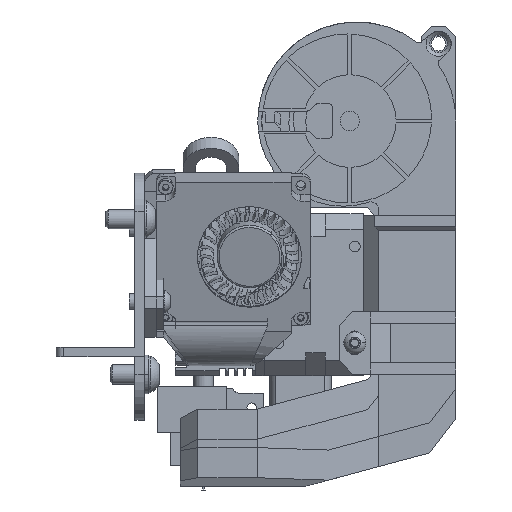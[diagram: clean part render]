
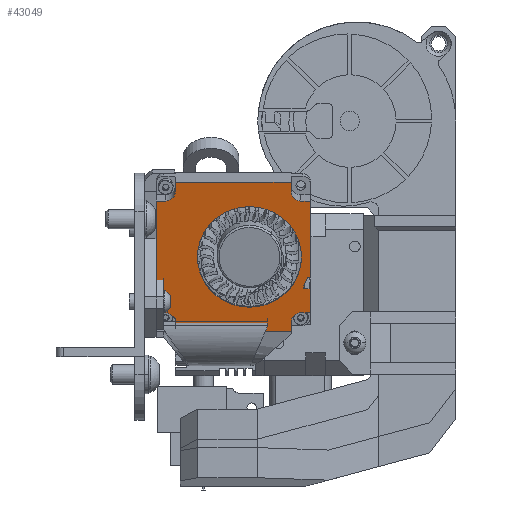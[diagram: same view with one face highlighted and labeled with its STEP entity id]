
A CAD part, left-side view. The second image highlights one B-rep face of the part: STEP entity #43049.
In plain terms, the highlighted face is planar.
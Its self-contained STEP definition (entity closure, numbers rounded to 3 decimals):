
#1852=CIRCLE('',#47450,13.5);
#1853=CIRCLE('',#47452,13.5);
#1854=CIRCLE('',#47453,2.5);
#1855=CIRCLE('',#47454,0.35);
#1856=CIRCLE('',#47455,0.3);
#1857=CIRCLE('',#47456,0.3);
#1858=CIRCLE('',#47457,0.35);
#1859=CIRCLE('',#47458,2.5);
#1860=CIRCLE('',#47459,2.5);
#1861=CIRCLE('',#47460,2.5);
#7798=ORIENTED_EDGE('',*,*,#19262,.F.);
#7799=ORIENTED_EDGE('',*,*,#19263,.F.);
#7800=ORIENTED_EDGE('',*,*,#19264,.T.);
#7801=ORIENTED_EDGE('',*,*,#19265,.T.);
#7802=ORIENTED_EDGE('',*,*,#19266,.F.);
#7803=ORIENTED_EDGE('',*,*,#19267,.F.);
#7804=ORIENTED_EDGE('',*,*,#19268,.T.);
#7805=ORIENTED_EDGE('',*,*,#19269,.T.);
#7806=ORIENTED_EDGE('',*,*,#19270,.T.);
#7807=ORIENTED_EDGE('',*,*,#19271,.T.);
#7808=ORIENTED_EDGE('',*,*,#19272,.T.);
#7809=ORIENTED_EDGE('',*,*,#19273,.T.);
#7810=ORIENTED_EDGE('',*,*,#19274,.T.);
#7811=ORIENTED_EDGE('',*,*,#19275,.T.);
#7812=ORIENTED_EDGE('',*,*,#19276,.T.);
#7813=ORIENTED_EDGE('',*,*,#19277,.T.);
#7814=ORIENTED_EDGE('',*,*,#19278,.T.);
#7815=ORIENTED_EDGE('',*,*,#19279,.F.);
#7816=ORIENTED_EDGE('',*,*,#19280,.F.);
#7817=ORIENTED_EDGE('',*,*,#19281,.T.);
#7818=ORIENTED_EDGE('',*,*,#19282,.F.);
#7819=ORIENTED_EDGE('',*,*,#19283,.F.);
#7820=ORIENTED_EDGE('',*,*,#19284,.F.);
#7821=ORIENTED_EDGE('',*,*,#19285,.T.);
#7822=ORIENTED_EDGE('',*,*,#19286,.T.);
#7823=ORIENTED_EDGE('',*,*,#19287,.F.);
#19262=EDGE_CURVE('',#25224,#25223,#1852,.T.);
#19263=EDGE_CURVE('',#25223,#25224,#1853,.T.);
#19264=EDGE_CURVE('',#25225,#25226,#29530,.T.);
#19265=EDGE_CURVE('',#25226,#25227,#29531,.T.);
#19266=EDGE_CURVE('',#25228,#25227,#1854,.T.);
#19267=EDGE_CURVE('',#25229,#25228,#29532,.T.);
#19268=EDGE_CURVE('',#25229,#25230,#29533,.T.);
#19269=EDGE_CURVE('',#25230,#25231,#1855,.T.);
#19270=EDGE_CURVE('',#25231,#25232,#29534,.T.);
#19271=EDGE_CURVE('',#25232,#25233,#1856,.T.);
#19272=EDGE_CURVE('',#25233,#25234,#29535,.T.);
#19273=EDGE_CURVE('',#25234,#25235,#1857,.T.);
#19274=EDGE_CURVE('',#25235,#25236,#29536,.T.);
#19275=EDGE_CURVE('',#25236,#25237,#1858,.T.);
#19276=EDGE_CURVE('',#25237,#25238,#29537,.T.);
#19277=EDGE_CURVE('',#25238,#25239,#29538,.T.);
#19278=EDGE_CURVE('',#25239,#25240,#1859,.T.);
#19279=EDGE_CURVE('',#25241,#25240,#29539,.T.);
#19280=EDGE_CURVE('',#25242,#25241,#29540,.T.);
#19281=EDGE_CURVE('',#25242,#25243,#29541,.T.);
#19282=EDGE_CURVE('',#25244,#25243,#1860,.T.);
#19283=EDGE_CURVE('',#25245,#25244,#29542,.T.);
#19284=EDGE_CURVE('',#25246,#25245,#29543,.T.);
#19285=EDGE_CURVE('',#25246,#25247,#29544,.T.);
#19286=EDGE_CURVE('',#25247,#25248,#1861,.T.);
#19287=EDGE_CURVE('',#25225,#25248,#29545,.T.);
#25223=VERTEX_POINT('',#68700);
#25224=VERTEX_POINT('',#68702);
#25225=VERTEX_POINT('',#68707);
#25226=VERTEX_POINT('',#68708);
#25227=VERTEX_POINT('',#68710);
#25228=VERTEX_POINT('',#68712);
#25229=VERTEX_POINT('',#68714);
#25230=VERTEX_POINT('',#68716);
#25231=VERTEX_POINT('',#68718);
#25232=VERTEX_POINT('',#68720);
#25233=VERTEX_POINT('',#68722);
#25234=VERTEX_POINT('',#68724);
#25235=VERTEX_POINT('',#68726);
#25236=VERTEX_POINT('',#68728);
#25237=VERTEX_POINT('',#68730);
#25238=VERTEX_POINT('',#68732);
#25239=VERTEX_POINT('',#68734);
#25240=VERTEX_POINT('',#68736);
#25241=VERTEX_POINT('',#68738);
#25242=VERTEX_POINT('',#68740);
#25243=VERTEX_POINT('',#68742);
#25244=VERTEX_POINT('',#68744);
#25245=VERTEX_POINT('',#68746);
#25246=VERTEX_POINT('',#68748);
#25247=VERTEX_POINT('',#68750);
#25248=VERTEX_POINT('',#68752);
#29530=LINE('',#68706,#33072);
#29531=LINE('',#68709,#33073);
#29532=LINE('',#68713,#33074);
#29533=LINE('',#68715,#33075);
#29534=LINE('',#68719,#33076);
#29535=LINE('',#68723,#33077);
#29536=LINE('',#68727,#33078);
#29537=LINE('',#68731,#33079);
#29538=LINE('',#68733,#33080);
#29539=LINE('',#68737,#33081);
#29540=LINE('',#68739,#33082);
#29541=LINE('',#68741,#33083);
#29542=LINE('',#68745,#33084);
#29543=LINE('',#68747,#33085);
#29544=LINE('',#68749,#33086);
#29545=LINE('',#68753,#33087);
#33072=VECTOR('',#54146,1000.);
#33073=VECTOR('',#54147,1000.);
#33074=VECTOR('',#54150,1000.);
#33075=VECTOR('',#54151,1000.);
#33076=VECTOR('',#54154,1000.);
#33077=VECTOR('',#54157,1000.);
#33078=VECTOR('',#54160,1000.);
#33079=VECTOR('',#54163,1000.);
#33080=VECTOR('',#54164,1000.);
#33081=VECTOR('',#54167,1000.);
#33082=VECTOR('',#54168,1000.);
#33083=VECTOR('',#54169,1000.);
#33084=VECTOR('',#54172,1000.);
#33085=VECTOR('',#54173,1000.);
#33086=VECTOR('',#54174,1000.);
#33087=VECTOR('',#54177,1000.);
#36219=EDGE_LOOP('',(#7798,#7799));
#36220=EDGE_LOOP('',(#7800,#7801,#7802,#7803,#7804,#7805,#7806,#7807,#7808,
#7809,#7810,#7811,#7812,#7813,#7814,#7815,#7816,#7817,#7818,#7819,#7820,
#7821,#7822,#7823));
#39068=FACE_BOUND('',#36219,.T.);
#39069=FACE_BOUND('',#36220,.T.);
#41554=PLANE('',#47451);
#43049=ADVANCED_FACE('',(#39068,#39069),#41554,.T.);
#47450=AXIS2_PLACEMENT_3D('',#68703,#54140,#54141);
#47451=AXIS2_PLACEMENT_3D('',#68704,#54142,#54143);
#47452=AXIS2_PLACEMENT_3D('',#68705,#54144,#54145);
#47453=AXIS2_PLACEMENT_3D('',#68711,#54148,#54149);
#47454=AXIS2_PLACEMENT_3D('',#68717,#54152,#54153);
#47455=AXIS2_PLACEMENT_3D('',#68721,#54155,#54156);
#47456=AXIS2_PLACEMENT_3D('',#68725,#54158,#54159);
#47457=AXIS2_PLACEMENT_3D('',#68729,#54161,#54162);
#47458=AXIS2_PLACEMENT_3D('',#68735,#54165,#54166);
#47459=AXIS2_PLACEMENT_3D('',#68743,#54170,#54171);
#47460=AXIS2_PLACEMENT_3D('',#68751,#54175,#54176);
#54140=DIRECTION('',(0.,0.,1.));
#54141=DIRECTION('',(1.,0.,0.));
#54142=DIRECTION('',(0.,0.,1.));
#54143=DIRECTION('',(1.,0.,0.));
#54144=DIRECTION('',(0.,0.,1.));
#54145=DIRECTION('',(1.,0.,0.));
#54146=DIRECTION('',(1.,0.,0.));
#54147=DIRECTION('',(0.,1.,0.));
#54148=DIRECTION('',(0.,0.,1.));
#54149=DIRECTION('',(1.,0.,0.));
#54150=DIRECTION('',(-1.,0.,0.));
#54151=DIRECTION('',(0.,1.,0.));
#54152=DIRECTION('',(0.,0.,1.));
#54153=DIRECTION('',(1.,0.,0.));
#54154=DIRECTION('',(-1.,0.,0.));
#54155=DIRECTION('',(0.,0.,-1.));
#54156=DIRECTION('',(1.,0.,0.));
#54157=DIRECTION('',(0.385,0.923,0.));
#54158=DIRECTION('',(0.,0.,-1.));
#54159=DIRECTION('',(1.,0.,0.));
#54160=DIRECTION('',(1.,0.,0.));
#54161=DIRECTION('',(0.,0.,1.));
#54162=DIRECTION('',(1.,0.,0.));
#54163=DIRECTION('',(0.,1.,0.));
#54164=DIRECTION('',(-1.,0.,0.));
#54165=DIRECTION('',(0.,0.,-1.));
#54166=DIRECTION('',(1.,0.,0.));
#54167=DIRECTION('',(0.,-1.,0.));
#54168=DIRECTION('',(1.,0.,0.));
#54169=DIRECTION('',(0.,-1.,0.));
#54170=DIRECTION('',(0.,0.,1.));
#54171=DIRECTION('',(1.,0.,0.));
#54172=DIRECTION('',(1.,0.,0.));
#54173=DIRECTION('',(0.,1.,0.));
#54174=DIRECTION('',(1.,0.,0.));
#54175=DIRECTION('',(0.,0.,-1.));
#54176=DIRECTION('',(1.,0.,0.));
#54177=DIRECTION('',(0.,1.,0.));
#68700=CARTESIAN_POINT('',(12.288,27.405,25.039));
#68702=CARTESIAN_POINT('',(39.288,27.405,25.039));
#68703=CARTESIAN_POINT('',(25.788,27.405,25.039));
#68704=CARTESIAN_POINT('',(21.588,27.405,25.039));
#68705=CARTESIAN_POINT('',(25.788,27.405,25.039));
#68706=CARTESIAN_POINT('',(21.588,7.405,25.039));
#68707=CARTESIAN_POINT('',(6.588,7.405,25.039));
#68708=CARTESIAN_POINT('',(36.588,7.405,25.039));
#68709=CARTESIAN_POINT('',(36.588,27.405,25.039));
#68710=CARTESIAN_POINT('',(36.588,9.905,25.039));
#68711=CARTESIAN_POINT('',(39.088,9.905,25.039));
#68712=CARTESIAN_POINT('',(39.088,12.405,25.039));
#68713=CARTESIAN_POINT('',(21.588,12.405,25.039));
#68714=CARTESIAN_POINT('',(41.588,12.405,25.039));
#68715=CARTESIAN_POINT('',(41.588,27.405,25.039));
#68716=CARTESIAN_POINT('',(41.588,18.555,25.039));
#68717=CARTESIAN_POINT('',(41.238,18.555,25.039));
#68718=CARTESIAN_POINT('',(41.238,18.905,25.039));
#68719=CARTESIAN_POINT('',(21.588,18.905,25.039));
#68720=CARTESIAN_POINT('',(40.038,18.905,25.039));
#68721=CARTESIAN_POINT('',(40.038,19.205,25.039));
#68722=CARTESIAN_POINT('',(39.761,19.321,25.039));
#68723=CARTESIAN_POINT('',(39.943,19.757,25.039));
#68724=CARTESIAN_POINT('',(40.761,21.721,25.039));
#68725=CARTESIAN_POINT('',(41.038,21.605,25.039));
#68726=CARTESIAN_POINT('',(41.038,21.905,25.039));
#68727=CARTESIAN_POINT('',(21.588,21.905,25.039));
#68728=CARTESIAN_POINT('',(41.238,21.905,25.039));
#68729=CARTESIAN_POINT('',(41.238,22.255,25.039));
#68730=CARTESIAN_POINT('',(41.588,22.255,25.039));
#68731=CARTESIAN_POINT('',(41.588,27.405,25.039));
#68732=CARTESIAN_POINT('',(41.588,42.405,25.039));
#68733=CARTESIAN_POINT('',(21.588,42.405,25.039));
#68734=CARTESIAN_POINT('',(39.088,42.405,25.039));
#68735=CARTESIAN_POINT('',(39.088,44.905,25.039));
#68736=CARTESIAN_POINT('',(36.588,44.905,25.039));
#68737=CARTESIAN_POINT('',(36.588,27.405,25.039));
#68738=CARTESIAN_POINT('',(36.588,47.405,25.039));
#68739=CARTESIAN_POINT('',(21.588,47.405,25.039));
#68740=CARTESIAN_POINT('',(6.588,47.405,25.039));
#68741=CARTESIAN_POINT('',(6.588,27.405,25.039));
#68742=CARTESIAN_POINT('',(6.588,44.905,25.039));
#68743=CARTESIAN_POINT('',(4.088,44.905,25.039));
#68744=CARTESIAN_POINT('',(4.088,42.405,25.039));
#68745=CARTESIAN_POINT('',(21.588,42.405,25.039));
#68746=CARTESIAN_POINT('',(1.588,42.405,25.039));
#68747=CARTESIAN_POINT('',(1.588,27.405,25.039));
#68748=CARTESIAN_POINT('',(1.588,12.405,25.039));
#68749=CARTESIAN_POINT('',(21.588,12.405,25.039));
#68750=CARTESIAN_POINT('',(4.088,12.405,25.039));
#68751=CARTESIAN_POINT('',(4.088,9.905,25.039));
#68752=CARTESIAN_POINT('',(6.588,9.905,25.039));
#68753=CARTESIAN_POINT('',(6.588,27.405,25.039));
